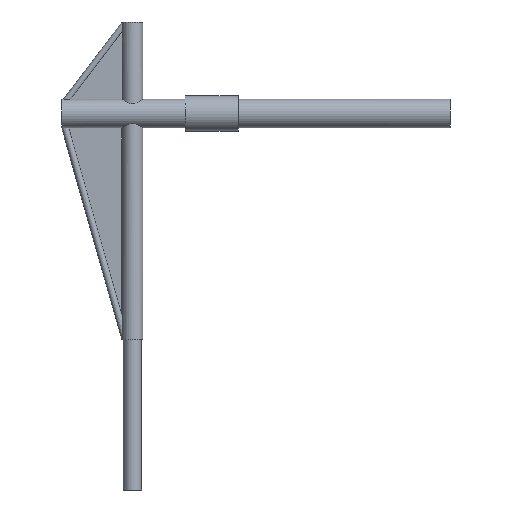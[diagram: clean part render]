
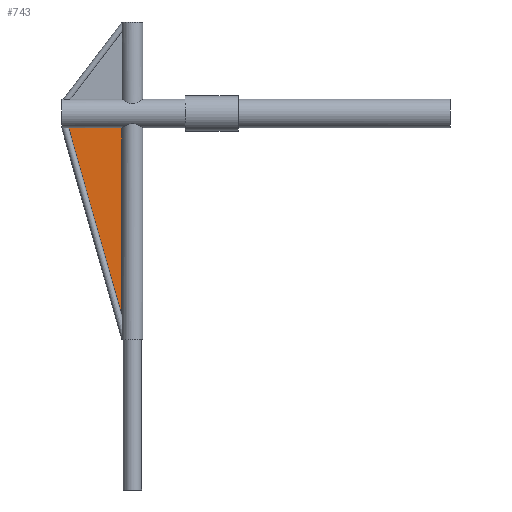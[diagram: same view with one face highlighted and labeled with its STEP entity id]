
A CAD part, front view. The second image highlights one B-rep face of the part: STEP entity #743.
In plain terms, the highlighted planar face has unit normal (0, -1, 0).
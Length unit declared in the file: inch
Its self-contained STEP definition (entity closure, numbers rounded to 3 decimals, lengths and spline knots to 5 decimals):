
#103=PLANE('',#845);
#146=FACE_OUTER_BOUND('',#200,.T.);
#200=EDGE_LOOP('',(#675,#676,#677));
#213=LINE('',#1324,#260);
#228=LINE('',#1703,#275);
#241=LINE('',#1796,#288);
#260=VECTOR('',#929,0.3937);
#275=VECTOR('',#994,0.3937);
#288=VECTOR('',#1023,0.3937);
#342=VERTEX_POINT('',#1288);
#343=VERTEX_POINT('',#1323);
#374=VERTEX_POINT('',#1702);
#419=EDGE_CURVE('',#342,#343,#213,.T.);
#461=EDGE_CURVE('',#343,#374,#228,.T.);
#476=EDGE_CURVE('',#374,#342,#241,.T.);
#675=ORIENTED_EDGE('',*,*,#461,.F.);
#676=ORIENTED_EDGE('',*,*,#419,.F.);
#677=ORIENTED_EDGE('',*,*,#476,.F.);
#743=ADVANCED_FACE('',(#146),#103,.F.);
#845=AXIS2_PLACEMENT_3D('',#1813,#1040,#1041);
#929=DIRECTION('',(-0.273,0.,0.962));
#994=DIRECTION('',(1.,0.,0.));
#1023=DIRECTION('',(0.,0.,-1.));
#1040=DIRECTION('center_axis',(0.,1.,0.));
#1041=DIRECTION('ref_axis',(1.,0.,0.));
#1288=CARTESIAN_POINT('',(-1.1875,0.,-21.25341));
#1323=CARTESIAN_POINT('',(-7.22037,0.,0.));
#1324=CARTESIAN_POINT('',(-3.87225,0.,-11.7952));
#1702=CARTESIAN_POINT('',(-1.1875,0.,0.));
#1703=CARTESIAN_POINT('',(0.,0.,0.));
#1796=CARTESIAN_POINT('',(-1.1875,0.,0.));
#1813=CARTESIAN_POINT('Origin',(-4.24436,0.,-11.39984));
